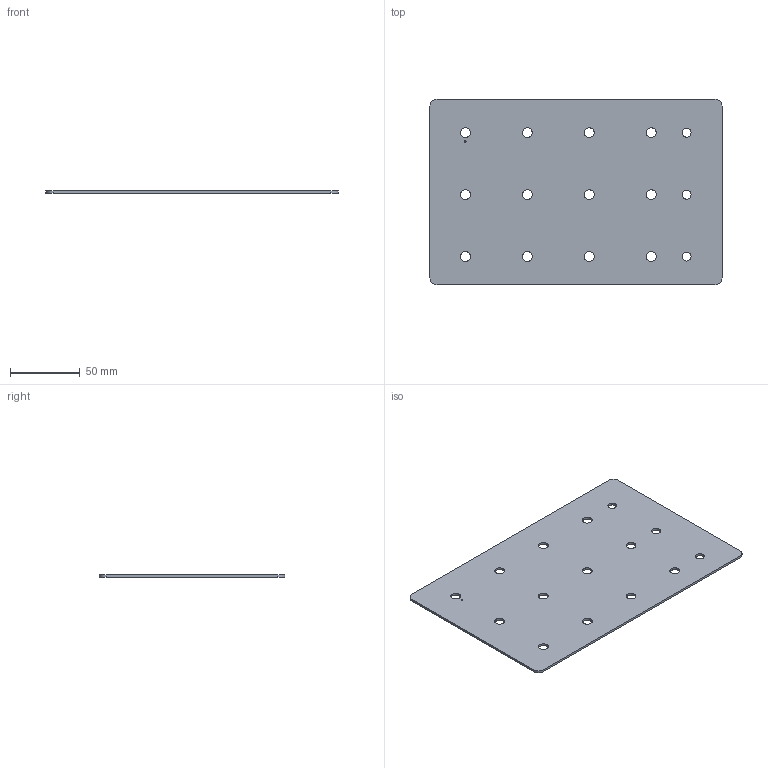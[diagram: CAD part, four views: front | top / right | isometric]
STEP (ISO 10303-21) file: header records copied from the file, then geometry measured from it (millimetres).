
FILE_DESCRIPTION(('KiCad electronic assembly'),'2;1');
FILE_NAME('ADSR_pcb_panel-3D.step','2022-08-10T11:57:01',('Pcbnew'),( 'Kicad'),'Open CASCADE STEP processor 7.5','KiCad to STEP converter' ,'Unknown');
FILE_SCHEMA(('AUTOMOTIVE_DESIGN { 1 0 10303 214 1 1 1 1 }'));
Length unit declared in the file: millimetre
Products named in the file (2): ADSR_pcb_panel-3D 1; ADSR_pcb_panel PCB
Assembly tree (1 placements, depth 2):
  ADSR_pcb_panel-3D 1
    ADSR_pcb_panel PCB
Bounding box: 209.55 x 133.35 x 1.6 mm (x, y, z)
Volume: 43760.7 mm3; surface area: 56313.3 mm2
Topology: 1 solids, 1 shells, 26 faces, 72 edges, 48 vertices
Faces by surface type: cylinder 20, plane 6
Full cylindrical faces by diameter (mm): 1 x1, 6.35 x3, 7.1 x12
Entity records: 2023 total; most frequent: CARTESIAN_POINT 532, DIRECTION 272, ORIENTED_EDGE 144, PCURVE 144, DEFINITIONAL_REPRESENTATION 144, LINE 136, VECTOR 136, EDGE_CURVE 72
